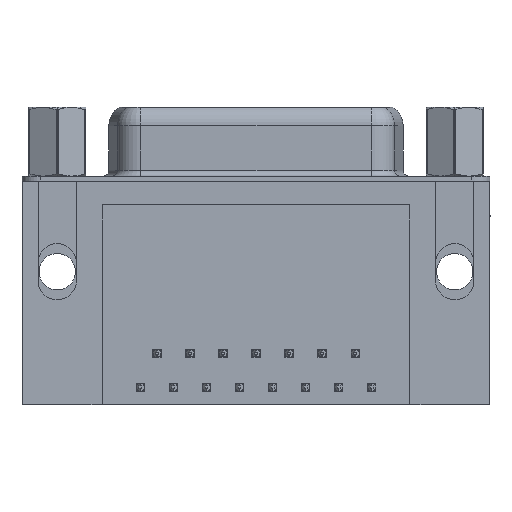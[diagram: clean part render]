
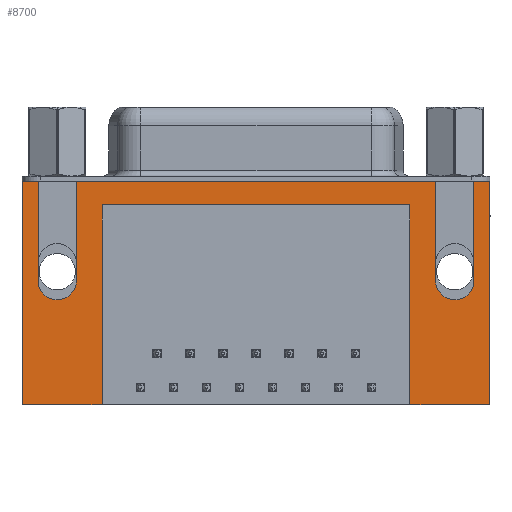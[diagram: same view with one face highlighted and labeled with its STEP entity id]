
A CAD part, front view. The second image highlights one B-rep face of the part: STEP entity #8700.
In plain terms, the highlighted planar face has unit normal (0, -1, 0).
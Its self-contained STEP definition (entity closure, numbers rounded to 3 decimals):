
#30 = ORIENTED_EDGE ( 'NONE', *, *, #21095, .F. ) ;
#218 = CARTESIAN_POINT ( 'NONE',  ( 34.92, -6.275, 0. ) ) ;
#536 = EDGE_CURVE ( 'NONE', #20284, #1721, #12814, .T. ) ;
#559 = DIRECTION ( 'NONE',  ( 0., 0., 1. ) ) ;
#906 = EDGE_CURVE ( 'NONE', #8265, #19212, #11180, .T. ) ;
#1176 = DIRECTION ( 'NONE',  ( 0., -1., 0. ) ) ;
#1285 = CARTESIAN_POINT ( 'NONE',  ( 34.92, -6.275, -8.35 ) ) ;
#1292 = EDGE_CURVE ( 'NONE', #1721, #8265, #8608, .T. ) ;
#1721 = VERTEX_POINT ( 'NONE', #19650 ) ;
#2130 = EDGE_CURVE ( 'NONE', #16923, #4925, #5461, .T. ) ;
#2732 = CARTESIAN_POINT ( 'NONE',  ( 36.255, -6.275, -2.5 ) ) ;
#2947 = CARTESIAN_POINT ( 'NONE',  ( 36.255, -6.275, 0. ) ) ;
#2957 = VERTEX_POINT ( 'NONE', #15256 ) ;
#3267 = VECTOR ( 'NONE', #8734, 1000. ) ;
#3382 = LINE ( 'NONE', #21759, #3267 ) ;
#4252 = DIRECTION ( 'NONE',  ( 0., 0., -1. ) ) ;
#4416 = VERTEX_POINT ( 'NONE', #6534 ) ;
#4925 = VERTEX_POINT ( 'NONE', #1285 ) ;
#4946 = DIRECTION ( 'NONE',  ( 0., 0., 1. ) ) ;
#5011 = CARTESIAN_POINT ( 'NONE',  ( 3.765, -6.275, -2. ) ) ;
#5203 = CARTESIAN_POINT ( 'NONE',  ( -2.935, -6.275, 0. ) ) ;
#5409 = VECTOR ( 'NONE', #9426, 1000. ) ;
#5461 = CIRCLE ( 'NONE', #18684, 1.6 ) ;
#5570 = DIRECTION ( 'NONE',  ( 0., 0., 1. ) ) ;
#5604 = LINE ( 'NONE', #7277, #5409 ) ;
#5681 = EDGE_CURVE ( 'NONE', #4416, #23732, #18021, .T. ) ;
#5777 = EDGE_CURVE ( 'NONE', #6836, #8629, #17699, .T. ) ;
#5806 = FACE_OUTER_BOUND ( 'NONE', #10964, .T. ) ;
#6335 = CARTESIAN_POINT ( 'NONE',  ( 3.765, -6.275, -2. ) ) ;
#6534 = CARTESIAN_POINT ( 'NONE',  ( -2.935, -6.275, -18.76 ) ) ;
#6836 = VERTEX_POINT ( 'NONE', #17594 ) ;
#6895 = EDGE_CURVE ( 'NONE', #2957, #16923, #13020, .T. ) ;
#6928 = DIRECTION ( 'NONE',  ( 1., 0., 0. ) ) ;
#6954 = EDGE_CURVE ( 'NONE', #4925, #10022, #12495, .T. ) ;
#7000 = CARTESIAN_POINT ( 'NONE',  ( 31.72, -6.275, 0. ) ) ;
#7277 = CARTESIAN_POINT ( 'NONE',  ( -2.935, -6.275, 0. ) ) ;
#7315 = EDGE_CURVE ( 'NONE', #6836, #20284, #11347, .T. ) ;
#7760 = VECTOR ( 'NONE', #6928, 1000. ) ;
#8254 = ORIENTED_EDGE ( 'NONE', *, *, #536, .F. ) ;
#8265 = VERTEX_POINT ( 'NONE', #12531 ) ;
#8421 = LINE ( 'NONE', #22011, #7760 ) ;
#8608 = LINE ( 'NONE', #5011, #8705 ) ;
#8629 = VERTEX_POINT ( 'NONE', #2947 ) ;
#8700 = ADVANCED_FACE ( 'NONE', ( #5806 ), #27244, .T. ) ;
#8705 = VECTOR ( 'NONE', #19691, 1000. ) ;
#8734 = DIRECTION ( 'NONE',  ( -1., 0., 0. ) ) ;
#9232 = CARTESIAN_POINT ( 'NONE',  ( 31.72, -6.275, -8.35 ) ) ;
#9270 = EDGE_CURVE ( 'NONE', #19212, #4416, #3382, .T. ) ;
#9426 = DIRECTION ( 'NONE',  ( 1., 0., 0. ) ) ;
#9683 = CARTESIAN_POINT ( 'NONE',  ( 1.6, -6.275, 0. ) ) ;
#10022 = VERTEX_POINT ( 'NONE', #218 ) ;
#10102 = CARTESIAN_POINT ( 'NONE',  ( 1.6, -6.275, -8.35 ) ) ;
#10118 = EDGE_CURVE ( 'NONE', #16168, #16655, #27177, .T. ) ;
#10802 = CARTESIAN_POINT ( 'NONE',  ( 29.555, -6.275, -2. ) ) ;
#10963 = DIRECTION ( 'NONE',  ( 0., 0., 1. ) ) ;
#10964 = EDGE_LOOP ( 'NONE', ( #14163, #19900, #13135, #18172, #18756, #22220, #30, #19377, #22179, #21297, #24883, #25262, #8254, #25119, #16884, #20648 ) ) ;
#11127 = VECTOR ( 'NONE', #26308, 1000. ) ;
#11159 = VECTOR ( 'NONE', #4252, 1000. ) ;
#11180 = LINE ( 'NONE', #6335, #11159 ) ;
#11347 = LINE ( 'NONE', #13352, #11127 ) ;
#11773 = DIRECTION ( 'NONE',  ( 0., -1., 0. ) ) ;
#11913 = VECTOR ( 'NONE', #21594, 1000. ) ;
#11961 = DIRECTION ( 'NONE',  ( 1., 0., 0. ) ) ;
#11965 = LINE ( 'NONE', #27888, #11913 ) ;
#12127 = CARTESIAN_POINT ( 'NONE',  ( -2.935, -6.275, -2.5 ) ) ;
#12314 = VECTOR ( 'NONE', #559, 1000. ) ;
#12495 = LINE ( 'NONE', #26678, #12314 ) ;
#12531 = CARTESIAN_POINT ( 'NONE',  ( 3.765, -6.275, -2. ) ) ;
#12644 = VECTOR ( 'NONE', #5570, 1000. ) ;
#12743 = LINE ( 'NONE', #20947, #12644 ) ;
#12814 = LINE ( 'NONE', #10802, #12884 ) ;
#12884 = VECTOR ( 'NONE', #27191, 1000. ) ;
#13016 = VECTOR ( 'NONE', #13555, 1000. ) ;
#13020 = LINE ( 'NONE', #7000, #13016 ) ;
#13030 = CARTESIAN_POINT ( 'NONE',  ( -2.935, -6.275, 0. ) ) ;
#13135 = ORIENTED_EDGE ( 'NONE', *, *, #6895, .F. ) ;
#13352 = CARTESIAN_POINT ( 'NONE',  ( 36.255, -6.275, -18.76 ) ) ;
#13555 = DIRECTION ( 'NONE',  ( 0., 0., -1. ) ) ;
#14163 = ORIENTED_EDGE ( 'NONE', *, *, #6954, .F. ) ;
#14206 = CARTESIAN_POINT ( 'NONE',  ( -1.6, -6.275, -8.35 ) ) ;
#14275 = EDGE_CURVE ( 'NONE', #23732, #18213, #5604, .T. ) ;
#14356 = DIRECTION ( 'NONE',  ( -1., 0., 0. ) ) ;
#14583 = DIRECTION ( 'NONE',  ( 0., -1., 0. ) ) ;
#14738 = AXIS2_PLACEMENT_3D ( 'NONE', #12127, #1176, #16558 ) ;
#14786 = AXIS2_PLACEMENT_3D ( 'NONE', #24783, #11773, #26901 ) ;
#15256 = CARTESIAN_POINT ( 'NONE',  ( 31.72, -6.275, 0. ) ) ;
#15851 = EDGE_CURVE ( 'NONE', #20017, #2957, #8421, .T. ) ;
#16023 = EDGE_CURVE ( 'NONE', #10022, #8629, #25554, .T. ) ;
#16168 = VERTEX_POINT ( 'NONE', #14206 ) ;
#16558 = DIRECTION ( 'NONE',  ( 0., 0., -1. ) ) ;
#16655 = VERTEX_POINT ( 'NONE', #10102 ) ;
#16884 = ORIENTED_EDGE ( 'NONE', *, *, #5777, .T. ) ;
#16923 = VERTEX_POINT ( 'NONE', #9232 ) ;
#17594 = CARTESIAN_POINT ( 'NONE',  ( 36.255, -6.275, -18.76 ) ) ;
#17663 = VECTOR ( 'NONE', #4946, 1000. ) ;
#17699 = LINE ( 'NONE', #2732, #17663 ) ;
#18021 = LINE ( 'NONE', #26108, #18045 ) ;
#18045 = VECTOR ( 'NONE', #10963, 1000. ) ;
#18172 = ORIENTED_EDGE ( 'NONE', *, *, #15851, .F. ) ;
#18213 = VERTEX_POINT ( 'NONE', #22403 ) ;
#18684 = AXIS2_PLACEMENT_3D ( 'NONE', #19830, #14583, #14356 ) ;
#18756 = ORIENTED_EDGE ( 'NONE', *, *, #20834, .F. ) ;
#19212 = VERTEX_POINT ( 'NONE', #24868 ) ;
#19377 = ORIENTED_EDGE ( 'NONE', *, *, #14275, .F. ) ;
#19650 = CARTESIAN_POINT ( 'NONE',  ( 29.555, -6.275, -2. ) ) ;
#19691 = DIRECTION ( 'NONE',  ( -1., 0., 0. ) ) ;
#19830 = CARTESIAN_POINT ( 'NONE',  ( 33.32, -6.275, -8.35 ) ) ;
#19900 = ORIENTED_EDGE ( 'NONE', *, *, #2130, .F. ) ;
#20017 = VERTEX_POINT ( 'NONE', #9683 ) ;
#20284 = VERTEX_POINT ( 'NONE', #25596 ) ;
#20648 = ORIENTED_EDGE ( 'NONE', *, *, #16023, .F. ) ;
#20834 = EDGE_CURVE ( 'NONE', #16655, #20017, #12743, .T. ) ;
#20947 = CARTESIAN_POINT ( 'NONE',  ( 1.6, -6.275, 0. ) ) ;
#21095 = EDGE_CURVE ( 'NONE', #18213, #16168, #11965, .T. ) ;
#21297 = ORIENTED_EDGE ( 'NONE', *, *, #9270, .F. ) ;
#21594 = DIRECTION ( 'NONE',  ( 0., 0., -1. ) ) ;
#21759 = CARTESIAN_POINT ( 'NONE',  ( 36.255, -6.275, -18.76 ) ) ;
#22011 = CARTESIAN_POINT ( 'NONE',  ( -2.935, -6.275, 0. ) ) ;
#22179 = ORIENTED_EDGE ( 'NONE', *, *, #5681, .F. ) ;
#22220 = ORIENTED_EDGE ( 'NONE', *, *, #10118, .F. ) ;
#22403 = CARTESIAN_POINT ( 'NONE',  ( -1.6, -6.275, 0. ) ) ;
#23732 = VERTEX_POINT ( 'NONE', #13030 ) ;
#24587 = VECTOR ( 'NONE', #11961, 1000. ) ;
#24783 = CARTESIAN_POINT ( 'NONE',  ( 0., -6.275, -8.35 ) ) ;
#24868 = CARTESIAN_POINT ( 'NONE',  ( 3.765, -6.275, -18.76 ) ) ;
#24883 = ORIENTED_EDGE ( 'NONE', *, *, #906, .F. ) ;
#25119 = ORIENTED_EDGE ( 'NONE', *, *, #7315, .F. ) ;
#25262 = ORIENTED_EDGE ( 'NONE', *, *, #1292, .F. ) ;
#25554 = LINE ( 'NONE', #5203, #24587 ) ;
#25596 = CARTESIAN_POINT ( 'NONE',  ( 29.555, -6.275, -18.76 ) ) ;
#26108 = CARTESIAN_POINT ( 'NONE',  ( -2.935, -6.275, -2.5 ) ) ;
#26308 = DIRECTION ( 'NONE',  ( -1., 0., 0. ) ) ;
#26678 = CARTESIAN_POINT ( 'NONE',  ( 34.92, -6.275, 0. ) ) ;
#26901 = DIRECTION ( 'NONE',  ( 1., 0., 0. ) ) ;
#27177 = CIRCLE ( 'NONE', #14786, 1.6 ) ;
#27191 = DIRECTION ( 'NONE',  ( 0., 0., 1. ) ) ;
#27244 = PLANE ( 'NONE',  #14738 ) ;
#27888 = CARTESIAN_POINT ( 'NONE',  ( -1.6, -6.275, 0. ) ) ;
